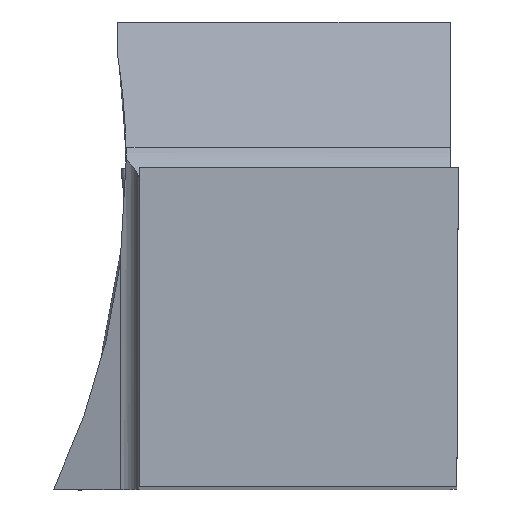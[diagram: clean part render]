
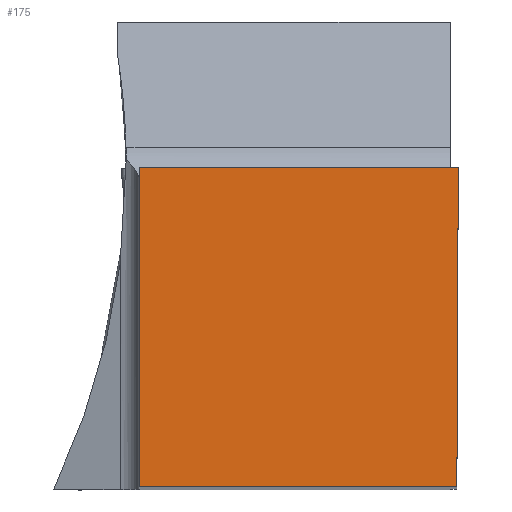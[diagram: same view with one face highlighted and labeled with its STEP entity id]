
A CAD part, top view. The second image highlights one B-rep face of the part: STEP entity #175.
In plain terms, the highlighted planar face has unit normal (0, 0, 1).
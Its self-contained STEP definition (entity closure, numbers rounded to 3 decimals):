
#121=PLANE('',#1476);
#175=ADVANCED_FACE('CU_BACK_SU1',(#252),#121,.F.);
#252=FACE_OUTER_BOUND('',#318,.T.);
#318=EDGE_LOOP('',(#790,#791,#792,#793));
#410=LINE('',#2080,#540);
#419=LINE('',#2141,#549);
#422=LINE('',#2147,#552);
#443=LINE('',#2202,#573);
#540=VECTOR('',#1624,1.);
#549=VECTOR('',#1643,1.);
#552=VECTOR('',#1648,1.);
#573=VECTOR('',#1691,1.);
#790=ORIENTED_EDGE('',*,*,#1214,.T.);
#791=ORIENTED_EDGE('',*,*,#1228,.T.);
#792=ORIENTED_EDGE('',*,*,#1231,.T.);
#793=ORIENTED_EDGE('',*,*,#1254,.F.);
#1084=VERTEX_POINT('',#2079);
#1085=VERTEX_POINT('',#2081);
#1093=VERTEX_POINT('',#2140);
#1095=VERTEX_POINT('',#2146);
#1214=EDGE_CURVE('',#1085,#1084,#410,.T.);
#1228=EDGE_CURVE('',#1084,#1093,#419,.T.);
#1231=EDGE_CURVE('',#1093,#1095,#422,.T.);
#1254=EDGE_CURVE('',#1085,#1095,#443,.T.);
#1476=AXIS2_PLACEMENT_3D('',#2203,#1692,#1693);
#1624=DIRECTION('',(1.,0.,0.));
#1643=DIRECTION('',(0.004,1.,0.));
#1648=DIRECTION('',(-1.,0.,0.));
#1691=DIRECTION('',(0.,1.,0.));
#1692=DIRECTION('',(0.,0.,-1.));
#1693=DIRECTION('',(0.,-1.,0.));
#2079=CARTESIAN_POINT('',(-0.087,0.,0.));
#2080=CARTESIAN_POINT('',(22.994,0.,0.));
#2081=CARTESIAN_POINT('',(-19.875,0.,0.));
#2140=CARTESIAN_POINT('',(0.,19.875,0.));
#2141=CARTESIAN_POINT('',(0.088,39.975,0.));
#2146=CARTESIAN_POINT('',(-19.875,19.875,0.));
#2147=CARTESIAN_POINT('',(22.994,19.875,0.));
#2202=CARTESIAN_POINT('',(-19.875,39.875,0.));
#2203=CARTESIAN_POINT('',(22.994,39.875,0.));
